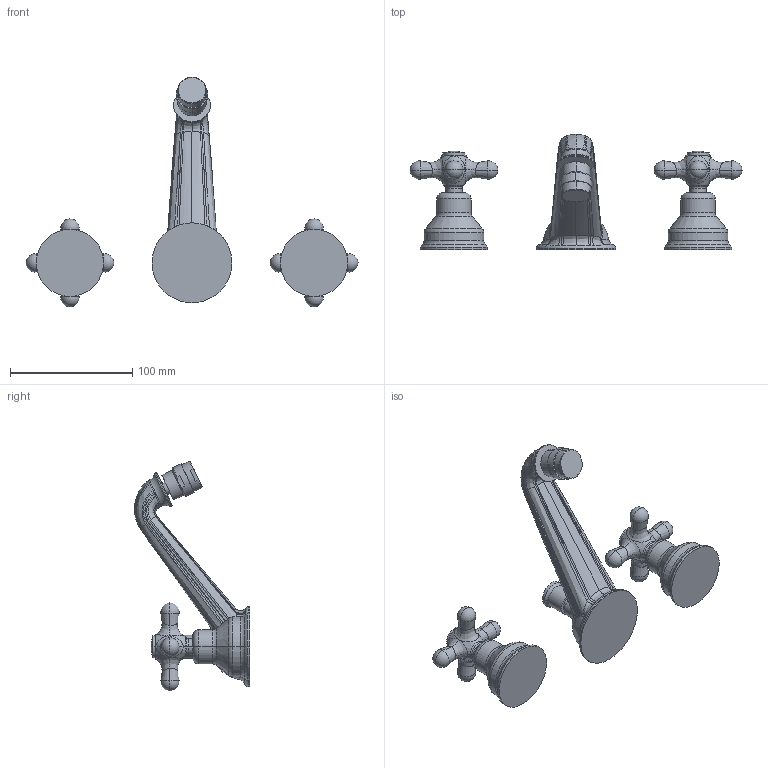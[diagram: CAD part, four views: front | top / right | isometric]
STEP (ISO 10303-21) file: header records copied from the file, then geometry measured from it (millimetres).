
FILE_DESCRIPTION((''),'2;1');
FILE_NAME('IRV118CR','2021-11-10T17:15:07',('ut3'),('PAFFONI SpA'),'CREO PARAMETRIC BY PTC INC, 2020044','CREO PARAMETRIC BY PTC INC, 2020044','');
FILE_SCHEMA(('CONFIG_CONTROL_DESIGN','SHAPE_APPEARANCE_LAYERS_GROUPS'));
Length unit declared in the file: millimetre
Products named in the file (1): IRV118CR
Bounding box: 272 x 94.26 x 188.09 mm (x, y, z)
Volume: 329749.9 mm3; surface area: 57566.6 mm2
Topology: 3 solids, 3 shells, 277 faces, 630 edges, 347 vertices
Faces by surface type: bspline 121, cylinder 42, cone 38, torus 34, plane 22, sphere 20
Entity records: 16684 total; most frequent: CARTESIAN_POINT 9236, ORIENTED_EDGE 1216, DIRECTION 1016, EDGE_CURVE 608, AXIS2_PLACEMENT_3D 460, VERTEX_POINT 347, CIRCLE 304, EDGE_LOOP 287
